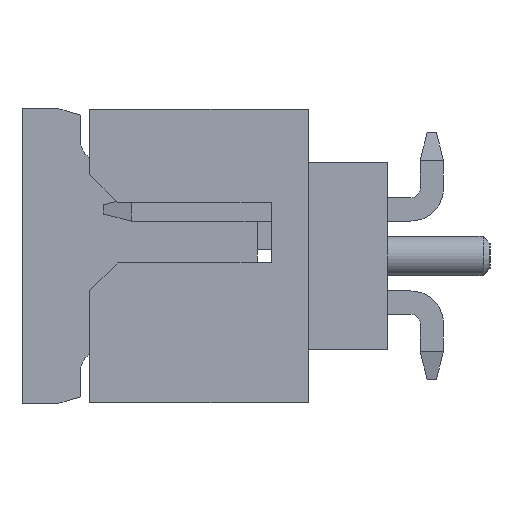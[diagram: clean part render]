
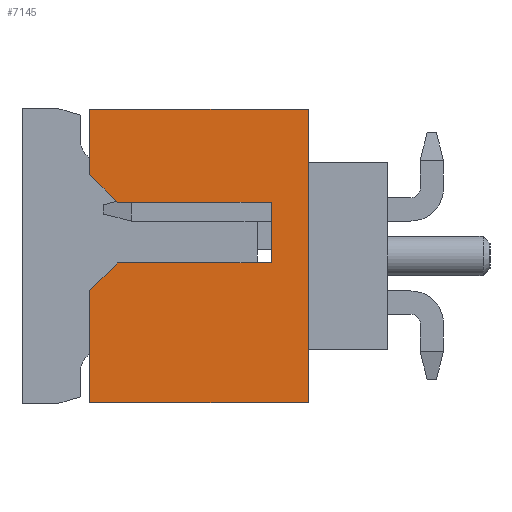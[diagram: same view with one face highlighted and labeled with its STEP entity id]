
A CAD part, left-side view. The second image highlights one B-rep face of the part: STEP entity #7145.
In plain terms, the highlighted planar face has unit normal (-1, 0, 0).
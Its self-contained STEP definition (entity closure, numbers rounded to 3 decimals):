
#1=DIRECTION('',(0.,-1.,0.));
#2=VECTOR('',#1,4.7);
#3=CARTESIAN_POINT('',(-11.325,3.2,-3.15));
#4=LINE('',#3,#2);
#17=DIRECTION('',(0.,0.707,-0.707));
#18=VECTOR('',#17,0.849);
#19=CARTESIAN_POINT('',(-11.325,2.6,-0.15));
#20=LINE('',#19,#18);
#21=DIRECTION('',(0.,-1.,0.));
#22=VECTOR('',#21,3.3);
#23=CARTESIAN_POINT('',(-11.325,2.6,-0.15));
#24=LINE('',#23,#22);
#25=DIRECTION('',(0.,0.,-1.));
#26=VECTOR('',#25,1.3);
#27=CARTESIAN_POINT('',(-11.325,-0.7,1.15));
#28=LINE('',#27,#26);
#29=DIRECTION('',(0.,-1.,0.));
#30=VECTOR('',#29,3.3);
#31=CARTESIAN_POINT('',(-11.325,2.6,1.15));
#32=LINE('',#31,#30);
#33=DIRECTION('',(0.,-0.707,-0.707));
#34=VECTOR('',#33,0.849);
#35=CARTESIAN_POINT('',(-11.325,3.2,1.75));
#36=LINE('',#35,#34);
#37=DIRECTION('',(0.,0.,1.));
#38=VECTOR('',#37,1.4);
#39=CARTESIAN_POINT('',(-11.325,3.2,1.75));
#40=LINE('',#39,#38);
#41=DIRECTION('',(0.,0.,1.));
#42=VECTOR('',#41,6.3);
#43=CARTESIAN_POINT('',(-11.325,-1.5,-3.15));
#44=LINE('',#43,#42);
#45=DIRECTION('',(0.,0.,1.));
#46=VECTOR('',#45,2.4);
#47=CARTESIAN_POINT('',(-11.325,3.2,-3.15));
#48=LINE('',#47,#46);
#1409=DIRECTION('',(0.,-1.,0.));
#1410=VECTOR('',#1409,4.7);
#1411=CARTESIAN_POINT('',(-11.325,3.2,3.15));
#1412=LINE('',#1411,#1410);
#5436=CARTESIAN_POINT('',(-11.325,3.2,-3.15));
#5438=VERTEX_POINT('',#5436);
#5455=CARTESIAN_POINT('',(-11.325,-1.5,-3.15));
#5456=VERTEX_POINT('',#5455);
#5459=CARTESIAN_POINT('',(-11.325,3.2,3.15));
#5460=CARTESIAN_POINT('',(-11.325,-1.5,3.15));
#5461=VERTEX_POINT('',#5459);
#5462=VERTEX_POINT('',#5460);
#5503=CARTESIAN_POINT('',(-11.325,-0.7,1.15));
#5504=CARTESIAN_POINT('',(-11.325,-0.7,-0.15));
#5505=VERTEX_POINT('',#5503);
#5506=VERTEX_POINT('',#5504);
#5759=CARTESIAN_POINT('',(-11.325,2.6,-0.15));
#5760=CARTESIAN_POINT('',(-11.325,3.2,-0.75));
#5761=VERTEX_POINT('',#5759);
#5762=VERTEX_POINT('',#5760);
#5803=CARTESIAN_POINT('',(-11.325,3.2,1.75));
#5804=CARTESIAN_POINT('',(-11.325,2.6,1.15));
#5805=VERTEX_POINT('',#5803);
#5806=VERTEX_POINT('',#5804);
#7119=CARTESIAN_POINT('',(-11.325,3.2,-3.15));
#7120=DIRECTION('',(-1.,0.,0.));
#7121=DIRECTION('',(0.,-1.,0.));
#7122=AXIS2_PLACEMENT_3D('',#7119,#7120,#7121);
#7123=PLANE('',#7122);
#7125=ORIENTED_EDGE('',*,*,#7124,.F.);
#7127=ORIENTED_EDGE('',*,*,#7126,.T.);
#7129=ORIENTED_EDGE('',*,*,#7128,.F.);
#7131=ORIENTED_EDGE('',*,*,#7130,.F.);
#7133=ORIENTED_EDGE('',*,*,#7132,.F.);
#7135=ORIENTED_EDGE('',*,*,#7134,.T.);
#7137=ORIENTED_EDGE('',*,*,#7136,.T.);
#7139=ORIENTED_EDGE('',*,*,#7138,.F.);
#7140=ORIENTED_EDGE('',*,*,#7108,.F.);
#7142=ORIENTED_EDGE('',*,*,#7141,.T.);
#7143=EDGE_LOOP('',(#7125,#7127,#7129,#7131,#7133,#7135,#7137,#7139,#7140,
#7142));
#7144=FACE_OUTER_BOUND('',#7143,.F.);
#7145=ADVANCED_FACE('',(#7144),#7123,.T.);
#7108=EDGE_CURVE('',#5438,#5456,#4,.T.);
#7124=EDGE_CURVE('',#5761,#5762,#20,.T.);
#7126=EDGE_CURVE('',#5761,#5506,#24,.T.);
#7128=EDGE_CURVE('',#5505,#5506,#28,.T.);
#7130=EDGE_CURVE('',#5806,#5505,#32,.T.);
#7132=EDGE_CURVE('',#5805,#5806,#36,.T.);
#7134=EDGE_CURVE('',#5805,#5461,#40,.T.);
#7136=EDGE_CURVE('',#5461,#5462,#1412,.T.);
#7138=EDGE_CURVE('',#5456,#5462,#44,.T.);
#7141=EDGE_CURVE('',#5438,#5762,#48,.T.);
